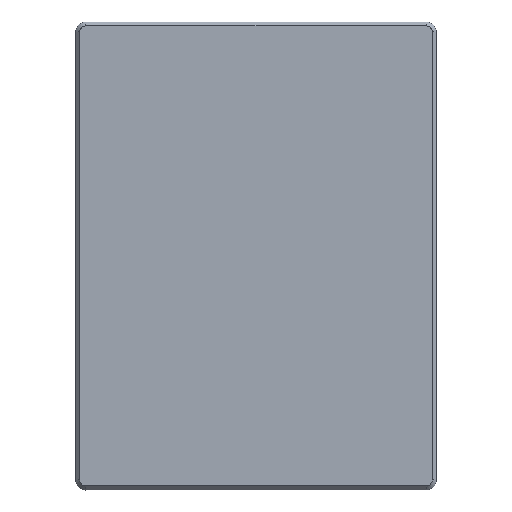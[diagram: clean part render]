
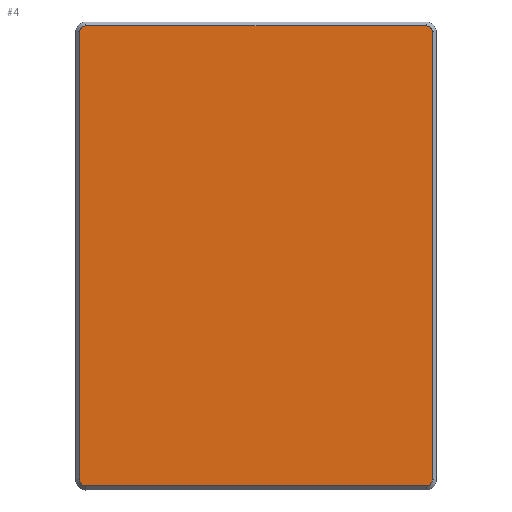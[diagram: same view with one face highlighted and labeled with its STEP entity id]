
A CAD part, top view. The second image highlights one B-rep face of the part: STEP entity #4.
In plain terms, the highlighted planar face has unit normal (0, 0, 1).
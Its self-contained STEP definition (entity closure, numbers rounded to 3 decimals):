
#4 = ADVANCED_FACE ( 'NONE', ( #41 ), #469, .T. ) ;
#8 = EDGE_LOOP ( 'NONE', ( #506, #436, #1295, #1058, #192, #930, #375, #646 ) ) ;
#25 = DIRECTION ( 'NONE',  ( 0., 1., 0. ) ) ;
#41 = FACE_OUTER_BOUND ( 'NONE', #8, .T. ) ;
#54 = AXIS2_PLACEMENT_3D ( 'NONE', #1134, #953, #200 ) ;
#81 = AXIS2_PLACEMENT_3D ( 'NONE', #366, #347, #875 ) ;
#82 = EDGE_CURVE ( 'NONE', #1184, #1368, #1029, .T. ) ;
#92 = CARTESIAN_POINT ( 'NONE',  ( 26.56, 33.752, 178.615 ) ) ;
#103 = VECTOR ( 'NONE', #207, 1000. ) ;
#106 = EDGE_CURVE ( 'NONE', #1266, #1368, #480, .T. ) ;
#164 = CARTESIAN_POINT ( 'NONE',  ( -25.66, -34.652, 178.615 ) ) ;
#170 = VECTOR ( 'NONE', #25, 1000. ) ;
#192 = ORIENTED_EDGE ( 'NONE', *, *, #82, .T. ) ;
#197 = CIRCLE ( 'NONE', #54, 0.9 ) ;
#200 = DIRECTION ( 'NONE',  ( -1., 0., 0. ) ) ;
#204 = LINE ( 'NONE', #230, #1141 ) ;
#206 = EDGE_CURVE ( 'NONE', #1184, #1047, #197, .T. ) ;
#207 = DIRECTION ( 'NONE',  ( 1., 0., 0. ) ) ;
#214 = CARTESIAN_POINT ( 'NONE',  ( -0.472, -34.652, 178.615 ) ) ;
#230 = CARTESIAN_POINT ( 'NONE',  ( -0.472, 34.652, 178.615 ) ) ;
#233 = VERTEX_POINT ( 'NONE', #92 ) ;
#259 = VERTEX_POINT ( 'NONE', #1031 ) ;
#260 = AXIS2_PLACEMENT_3D ( 'NONE', #1225, #284, #1124 ) ;
#284 = DIRECTION ( 'NONE',  ( 0., 0., -1. ) ) ;
#289 = VERTEX_POINT ( 'NONE', #775 ) ;
#293 = EDGE_CURVE ( 'NONE', #666, #259, #942, .T. ) ;
#319 = CARTESIAN_POINT ( 'NONE',  ( 26.56, -33.752, 178.615 ) ) ;
#341 = EDGE_CURVE ( 'NONE', #666, #233, #990, .T. ) ;
#347 = DIRECTION ( 'NONE',  ( 0., 0., -1. ) ) ;
#366 = CARTESIAN_POINT ( 'NONE',  ( 25.66, -33.752, 178.615 ) ) ;
#375 = ORIENTED_EDGE ( 'NONE', *, *, #1089, .T. ) ;
#381 = DIRECTION ( 'NONE',  ( 0., 0., 1. ) ) ;
#403 = DIRECTION ( 'NONE',  ( 0., -1., 0. ) ) ;
#436 = ORIENTED_EDGE ( 'NONE', *, *, #996, .F. ) ;
#469 = PLANE ( 'NONE',  #1273 ) ;
#480 = CIRCLE ( 'NONE', #260, 0.9 ) ;
#488 = CARTESIAN_POINT ( 'NONE',  ( -25.66, 34.652, 178.615 ) ) ;
#506 = ORIENTED_EDGE ( 'NONE', *, *, #341, .T. ) ;
#541 = DIRECTION ( 'NONE',  ( -1., 0., 0. ) ) ;
#614 = CARTESIAN_POINT ( 'NONE',  ( -26.56, -33.752, 178.615 ) ) ;
#645 = LINE ( 'NONE', #214, #103 ) ;
#646 = ORIENTED_EDGE ( 'NONE', *, *, #293, .F. ) ;
#666 = VERTEX_POINT ( 'NONE', #319 ) ;
#694 = AXIS2_PLACEMENT_3D ( 'NONE', #707, #1030, #702 ) ;
#702 = DIRECTION ( 'NONE',  ( -1., 0., 0. ) ) ;
#707 = CARTESIAN_POINT ( 'NONE',  ( 25.66, 33.752, 178.615 ) ) ;
#737 = EDGE_CURVE ( 'NONE', #289, #1047, #204, .T. ) ;
#775 = CARTESIAN_POINT ( 'NONE',  ( 25.66, 34.652, 178.615 ) ) ;
#793 = DIRECTION ( 'NONE',  ( 1., 0., 0. ) ) ;
#816 = CARTESIAN_POINT ( 'NONE',  ( -26.56, -1.258, 178.615 ) ) ;
#875 = DIRECTION ( 'NONE',  ( -1., 0., 0. ) ) ;
#930 = ORIENTED_EDGE ( 'NONE', *, *, #106, .F. ) ;
#942 = CIRCLE ( 'NONE', #81, 0.9 ) ;
#953 = DIRECTION ( 'NONE',  ( 0., 0., -1. ) ) ;
#990 = LINE ( 'NONE', #1087, #170 ) ;
#996 = EDGE_CURVE ( 'NONE', #289, #233, #1291, .T. ) ;
#1001 = CARTESIAN_POINT ( 'NONE',  ( -0.472, -1.258, 178.615 ) ) ;
#1029 = LINE ( 'NONE', #816, #1164 ) ;
#1030 = DIRECTION ( 'NONE',  ( 0., 0., -1. ) ) ;
#1031 = CARTESIAN_POINT ( 'NONE',  ( 25.66, -34.652, 178.615 ) ) ;
#1047 = VERTEX_POINT ( 'NONE', #488 ) ;
#1058 = ORIENTED_EDGE ( 'NONE', *, *, #206, .F. ) ;
#1087 = CARTESIAN_POINT ( 'NONE',  ( 26.56, -1.258, 178.615 ) ) ;
#1089 = EDGE_CURVE ( 'NONE', #1266, #259, #645, .T. ) ;
#1124 = DIRECTION ( 'NONE',  ( -1., 0., 0. ) ) ;
#1134 = CARTESIAN_POINT ( 'NONE',  ( -25.66, 33.752, 178.615 ) ) ;
#1141 = VECTOR ( 'NONE', #541, 1000. ) ;
#1164 = VECTOR ( 'NONE', #403, 1000. ) ;
#1184 = VERTEX_POINT ( 'NONE', #1268 ) ;
#1225 = CARTESIAN_POINT ( 'NONE',  ( -25.66, -33.752, 178.615 ) ) ;
#1266 = VERTEX_POINT ( 'NONE', #164 ) ;
#1268 = CARTESIAN_POINT ( 'NONE',  ( -26.56, 33.752, 178.615 ) ) ;
#1273 = AXIS2_PLACEMENT_3D ( 'NONE', #1001, #381, #793 ) ;
#1291 = CIRCLE ( 'NONE', #694, 0.9 ) ;
#1295 = ORIENTED_EDGE ( 'NONE', *, *, #737, .T. ) ;
#1368 = VERTEX_POINT ( 'NONE', #614 ) ;
